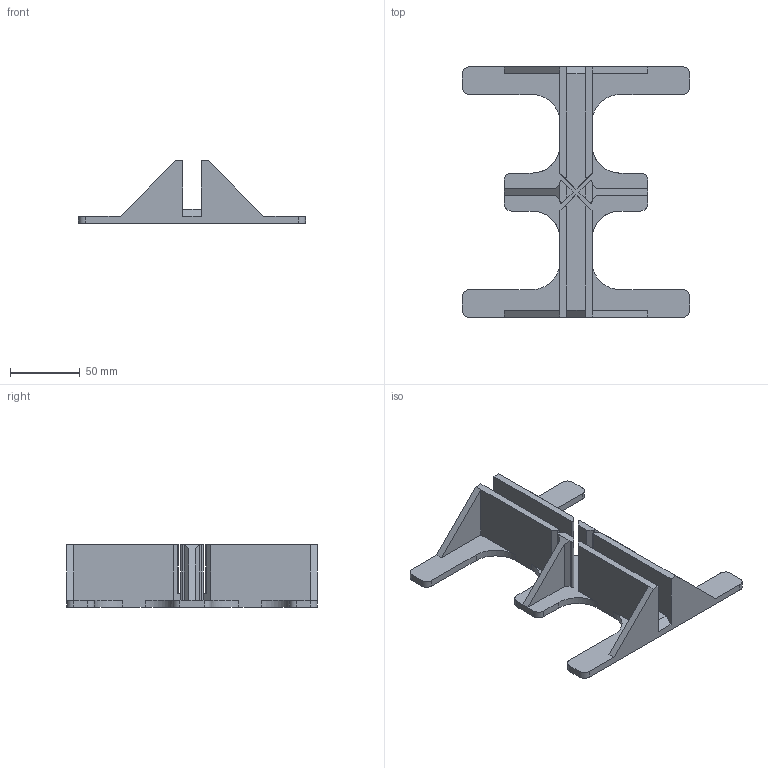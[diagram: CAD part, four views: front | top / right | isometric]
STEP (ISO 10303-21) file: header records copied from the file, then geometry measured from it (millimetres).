
FILE_DESCRIPTION(/* description */ (''),/* implementation_level */ '2;1');
FILE_NAME(/* name */ 'saegehilfe_fuer_HANSBYN',/* time_stamp */ '2025-12-15T09:43:58+01:00',/* author */ (''),/* organization */ (''),/* preprocessor_version */ 'ST-DEVELOPER v16.5',/* originating_system */ 'Rhino 7.38',/* authorisation */ '');
FILE_SCHEMA (('CONFIG_CONTROL_DESIGN'));
Length unit declared in the file: millimetre
Products named in the file (1): Document
Bounding box: 163 x 180 x 45 mm (x, y, z)
Volume: 166413.1 mm3; surface area: 66379.9 mm2
Topology: 1 solids, 1 shells, 102 faces, 288 edges, 188 vertices
Faces by surface type: plane 74, cylinder 28
Entity records: 3028 total; most frequent: CARTESIAN_POINT 1040, ORIENTED_EDGE 576, EDGE_CURVE 288, B_SPLINE_CURVE_WITH_KNOTS 232, VERTEX_POINT 188, DIRECTION 106, AXIS2_PLACEMENT_3D 104, ADVANCED_FACE 102
